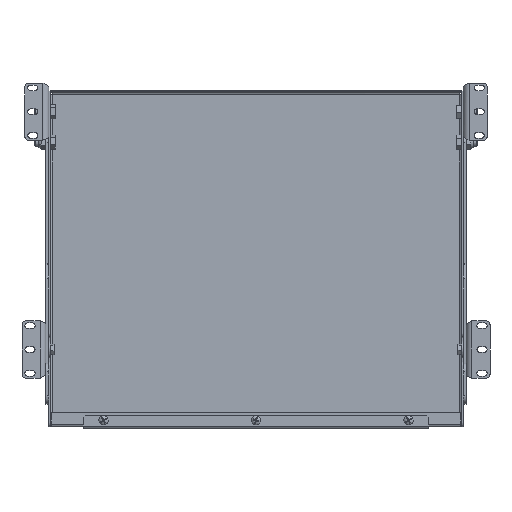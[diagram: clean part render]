
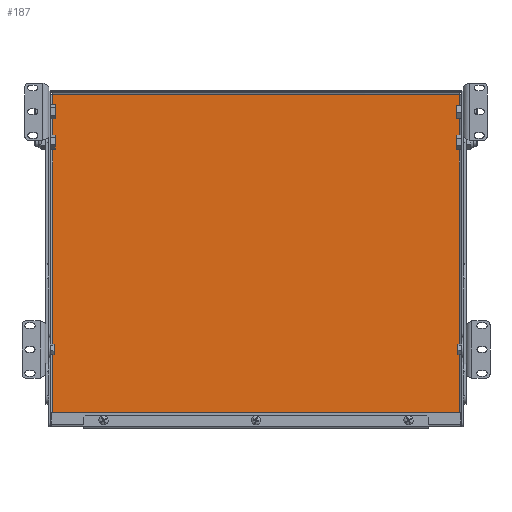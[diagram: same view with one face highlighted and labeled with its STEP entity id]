
A CAD part, front view. The second image highlights one B-rep face of the part: STEP entity #187.
In plain terms, the highlighted planar face has unit normal (0, -1, 0).
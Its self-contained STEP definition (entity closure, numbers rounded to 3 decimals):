
#187 = ADVANCED_FACE ( 'NONE', ( #6226 ), #6326, .F. ) ;
#256 = EDGE_CURVE ( 'NONE', #6635, #6550, #8033, .T. ) ;
#552 = DIRECTION ( 'NONE',  ( 0., 1., 0. ) ) ;
#619 = ORIENTED_EDGE ( 'NONE', *, *, #256, .F. ) ;
#736 = VERTEX_POINT ( 'NONE', #4433 ) ;
#907 = VECTOR ( 'NONE', #7259, 1000. ) ;
#1335 = CARTESIAN_POINT ( 'NONE',  ( 0., -1.5, 0. ) ) ;
#1613 = VECTOR ( 'NONE', #7645, 1000. ) ;
#2000 = CARTESIAN_POINT ( 'NONE',  ( 214.586, -1.5, -172. ) ) ;
#2174 = EDGE_CURVE ( 'NONE', #736, #6635, #8342, .T. ) ;
#2187 = ORIENTED_EDGE ( 'NONE', *, *, #3789, .F. ) ;
#2413 = CARTESIAN_POINT ( 'NONE',  ( 213., -1.5, 172. ) ) ;
#2469 = CARTESIAN_POINT ( 'NONE',  ( -213., -1.5, -173.586 ) ) ;
#2845 = ORIENTED_EDGE ( 'NONE', *, *, #2174, .F. ) ;
#3265 = EDGE_LOOP ( 'NONE', ( #2845, #2187, #4807, #619 ) ) ;
#3789 = EDGE_CURVE ( 'NONE', #7468, #736, #6098, .T. ) ;
#4236 = VECTOR ( 'NONE', #6060, 1000. ) ;
#4433 = CARTESIAN_POINT ( 'NONE',  ( 213., -1.5, -172. ) ) ;
#4473 = VECTOR ( 'NONE', #8445, 1000. ) ;
#4807 = ORIENTED_EDGE ( 'NONE', *, *, #8396, .F. ) ;
#6060 = DIRECTION ( 'NONE',  ( -1., 0., 0. ) ) ;
#6098 = LINE ( 'NONE', #9282, #1613 ) ;
#6226 = FACE_OUTER_BOUND ( 'NONE', #3265, .T. ) ;
#6326 = PLANE ( 'NONE',  #9100 ) ;
#6550 = VERTEX_POINT ( 'NONE', #9869 ) ;
#6635 = VERTEX_POINT ( 'NONE', #9411 ) ;
#6891 = CARTESIAN_POINT ( 'NONE',  ( -214.586, -1.5, 172. ) ) ;
#7259 = DIRECTION ( 'NONE',  ( 0., 0., 1. ) ) ;
#7468 = VERTEX_POINT ( 'NONE', #2413 ) ;
#7645 = DIRECTION ( 'NONE',  ( 0., 0., -1. ) ) ;
#8033 = LINE ( 'NONE', #2469, #907 ) ;
#8342 = LINE ( 'NONE', #2000, #4236 ) ;
#8396 = EDGE_CURVE ( 'NONE', #6550, #7468, #9905, .T. ) ;
#8445 = DIRECTION ( 'NONE',  ( 1., 0., 0. ) ) ;
#9100 = AXIS2_PLACEMENT_3D ( 'NONE', #1335, #552, #9410 ) ;
#9282 = CARTESIAN_POINT ( 'NONE',  ( 213., -1.5, 173.586 ) ) ;
#9410 = DIRECTION ( 'NONE',  ( 0., 0., 1. ) ) ;
#9411 = CARTESIAN_POINT ( 'NONE',  ( -213., -1.5, -172. ) ) ;
#9869 = CARTESIAN_POINT ( 'NONE',  ( -213., -1.5, 172. ) ) ;
#9905 = LINE ( 'NONE', #6891, #4473 ) ;
